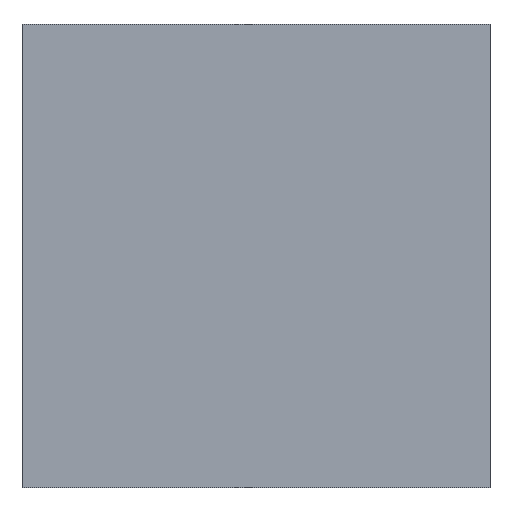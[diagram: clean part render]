
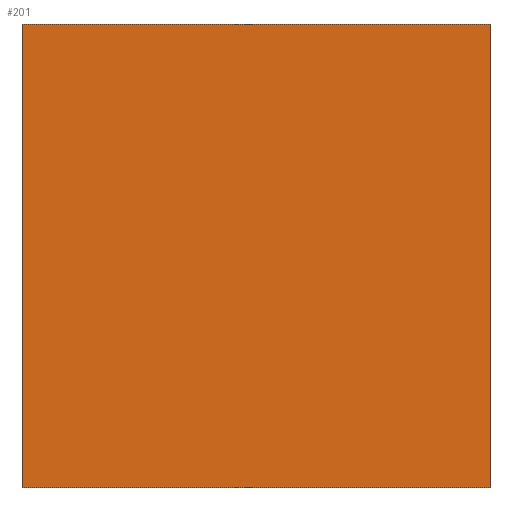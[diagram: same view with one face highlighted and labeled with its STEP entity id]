
A CAD part, top view. The second image highlights one B-rep face of the part: STEP entity #201.
In plain terms, the highlighted planar face has unit normal (0, 0, 1).
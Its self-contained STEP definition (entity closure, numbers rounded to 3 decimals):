
#5 = LINE ( 'NONE', #80, #107 ) ;
#8 = DIRECTION ( 'NONE',  ( 0., -1., 0. ) ) ;
#14 = VECTOR ( 'NONE', #8, 1000. ) ;
#22 = ORIENTED_EDGE ( 'NONE', *, *, #169, .T. ) ;
#26 = PLANE ( 'NONE',  #77 ) ;
#30 = LINE ( 'NONE', #121, #14 ) ;
#32 = EDGE_CURVE ( 'NONE', #224, #35, #207, .T. ) ;
#35 = VERTEX_POINT ( 'NONE', #79 ) ;
#38 = VERTEX_POINT ( 'NONE', #118 ) ;
#64 = DIRECTION ( 'NONE',  ( 0., 0., -1. ) ) ;
#75 = LINE ( 'NONE', #223, #236 ) ;
#77 = AXIS2_PLACEMENT_3D ( 'NONE', #174, #64, #176 ) ;
#79 = CARTESIAN_POINT ( 'NONE',  ( -5.3, 5.25, 4.2 ) ) ;
#80 = CARTESIAN_POINT ( 'NONE',  ( 5.3, -5.25, 4.2 ) ) ;
#97 = DIRECTION ( 'NONE',  ( 0., 1., 0. ) ) ;
#98 = EDGE_LOOP ( 'NONE', ( #220, #128, #22, #181 ) ) ;
#107 = VECTOR ( 'NONE', #97, 1000. ) ;
#110 = VERTEX_POINT ( 'NONE', #117 ) ;
#111 = EDGE_CURVE ( 'NONE', #38, #110, #75, .T. ) ;
#112 = CARTESIAN_POINT ( 'NONE',  ( -5.3, 5.25, 4.2 ) ) ;
#117 = CARTESIAN_POINT ( 'NONE',  ( 5.3, -5.25, 4.2 ) ) ;
#118 = CARTESIAN_POINT ( 'NONE',  ( -5.3, -5.25, 4.2 ) ) ;
#120 = EDGE_CURVE ( 'NONE', #110, #224, #5, .T. ) ;
#121 = CARTESIAN_POINT ( 'NONE',  ( -5.3, -5.25, 4.2 ) ) ;
#128 = ORIENTED_EDGE ( 'NONE', *, *, #32, .T. ) ;
#149 = DIRECTION ( 'NONE',  ( 1., 0., 0. ) ) ;
#153 = VECTOR ( 'NONE', #168, 1000. ) ;
#168 = DIRECTION ( 'NONE',  ( -1., 0., 0. ) ) ;
#169 = EDGE_CURVE ( 'NONE', #35, #38, #30, .T. ) ;
#174 = CARTESIAN_POINT ( 'NONE',  ( 0., 0., 4.2 ) ) ;
#176 = DIRECTION ( 'NONE',  ( -1., 0., 0. ) ) ;
#181 = ORIENTED_EDGE ( 'NONE', *, *, #111, .T. ) ;
#190 = CARTESIAN_POINT ( 'NONE',  ( 5.3, 5.25, 4.2 ) ) ;
#201 = ADVANCED_FACE ( 'NONE', ( #212 ), #26, .F. ) ;
#207 = LINE ( 'NONE', #112, #153 ) ;
#212 = FACE_OUTER_BOUND ( 'NONE', #98, .T. ) ;
#220 = ORIENTED_EDGE ( 'NONE', *, *, #120, .T. ) ;
#223 = CARTESIAN_POINT ( 'NONE',  ( -5.3, -5.25, 4.2 ) ) ;
#224 = VERTEX_POINT ( 'NONE', #190 ) ;
#236 = VECTOR ( 'NONE', #149, 1000. ) ;
